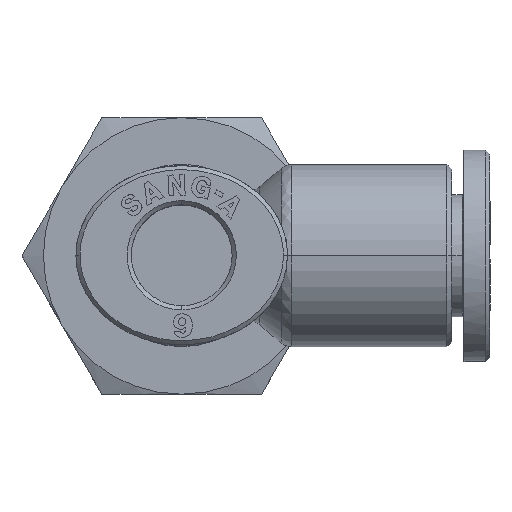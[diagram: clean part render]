
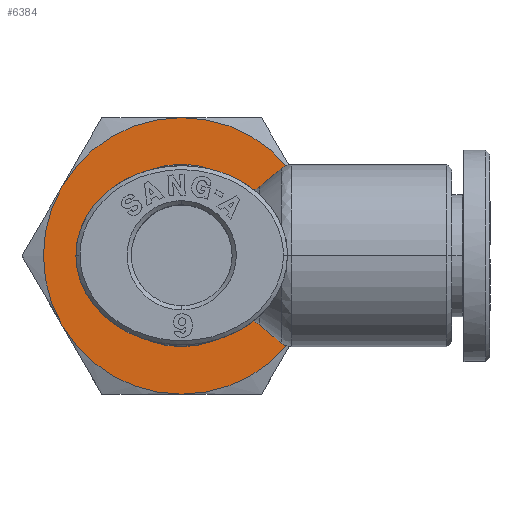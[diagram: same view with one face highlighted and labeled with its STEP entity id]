
A CAD part, top view. The second image highlights one B-rep face of the part: STEP entity #6384.
In plain terms, the highlighted planar face has unit normal (0, 0, 1).
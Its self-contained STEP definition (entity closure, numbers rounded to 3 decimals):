
#527 = AXIS2_PLACEMENT_3D ( 'NONE', #5088, #15339, #16824 ) ;
#936 = DIRECTION ( 'NONE',  ( 0., 0., -1. ) ) ;
#1180 = VERTEX_POINT ( 'NONE', #15545 ) ;
#1280 = EDGE_CURVE ( 'NONE', #6804, #1180, #16340, .T. ) ;
#1636 = FACE_OUTER_BOUND ( 'NONE', #15039, .T. ) ;
#1994 = CARTESIAN_POINT ( 'NONE',  ( -5.5, 0., -5.9 ) ) ;
#2134 = ORIENTED_EDGE ( 'NONE', *, *, #10716, .F. ) ;
#2677 = ORIENTED_EDGE ( 'NONE', *, *, #16867, .F. ) ;
#2932 = VERTEX_POINT ( 'NONE', #18896 ) ;
#3169 = ORIENTED_EDGE ( 'NONE', *, *, #6082, .F. ) ;
#3272 = DIRECTION ( 'NONE',  ( 0., 0., -1. ) ) ;
#3328 = EDGE_CURVE ( 'NONE', #3547, #8342, #5647, .T. ) ;
#3409 = VERTEX_POINT ( 'NONE', #15601 ) ;
#3547 = VERTEX_POINT ( 'NONE', #4117 ) ;
#3597 = PLANE ( 'NONE',  #15482 ) ;
#4117 = CARTESIAN_POINT ( 'NONE',  ( -12.861, -4.25, -5.9 ) ) ;
#4282 = DIRECTION ( 'NONE',  ( 0., 0., 1. ) ) ;
#4485 = EDGE_CURVE ( 'NONE', #15195, #2932, #16618, .T. ) ;
#4870 = AXIS2_PLACEMENT_3D ( 'NONE', #10269, #4282, #14705 ) ;
#4878 = DIRECTION ( 'NONE',  ( 0., 1., 0. ) ) ;
#5088 = CARTESIAN_POINT ( 'NONE',  ( -5.5, 0., -5.9 ) ) ;
#5491 = DIRECTION ( 'NONE',  ( 0., 0., -1. ) ) ;
#5538 = CARTESIAN_POINT ( 'NONE',  ( -5.5, 0., -5.9 ) ) ;
#5647 = CIRCLE ( 'NONE', #527, 8.5 ) ;
#6082 = EDGE_CURVE ( 'NONE', #3409, #10303, #8766, .T. ) ;
#6384 = ADVANCED_FACE ( 'NONE', ( #13326, #1636 ), #3597, .F. ) ;
#6804 = VERTEX_POINT ( 'NONE', #13493 ) ;
#6838 = CIRCLE ( 'NONE', #9980, 8.5 ) ;
#6884 = CARTESIAN_POINT ( 'NONE',  ( -5.5, 0., -5.9 ) ) ;
#7456 = AXIS2_PLACEMENT_3D ( 'NONE', #5538, #18626, #15798 ) ;
#8024 = DIRECTION ( 'NONE',  ( -1., 0., 0. ) ) ;
#8342 = VERTEX_POINT ( 'NONE', #18688 ) ;
#8379 = ORIENTED_EDGE ( 'NONE', *, *, #3328, .F. ) ;
#8666 = CARTESIAN_POINT ( 'NONE',  ( -5.5, 0., -5.9 ) ) ;
#8766 = CIRCLE ( 'NONE', #12874, 8.5 ) ;
#8790 = DIRECTION ( 'NONE',  ( 0., 0., -1. ) ) ;
#8912 = DIRECTION ( 'NONE',  ( 0., 1., 0. ) ) ;
#9188 = ORIENTED_EDGE ( 'NONE', *, *, #1280, .F. ) ;
#9721 = AXIS2_PLACEMENT_3D ( 'NONE', #13627, #12032, #4878 ) ;
#9980 = AXIS2_PLACEMENT_3D ( 'NONE', #6884, #5491, #11233 ) ;
#10269 = CARTESIAN_POINT ( 'NONE',  ( -5.5, 0., -5.9 ) ) ;
#10303 = VERTEX_POINT ( 'NONE', #12456 ) ;
#10716 = EDGE_CURVE ( 'NONE', #2932, #15195, #14597, .T. ) ;
#11233 = DIRECTION ( 'NONE',  ( 0., 1., 0. ) ) ;
#11835 = EDGE_LOOP ( 'NONE', ( #2134, #14271 ) ) ;
#12032 = DIRECTION ( 'NONE',  ( 0., 0., 1. ) ) ;
#12456 = CARTESIAN_POINT ( 'NONE',  ( 1.861, 4.25, -5.9 ) ) ;
#12874 = AXIS2_PLACEMENT_3D ( 'NONE', #8666, #8790, #17652 ) ;
#13326 = FACE_BOUND ( 'NONE', #11835, .T. ) ;
#13493 = CARTESIAN_POINT ( 'NONE',  ( 1.861, -4.25, -5.9 ) ) ;
#13627 = CARTESIAN_POINT ( 'NONE',  ( -5.5, 0., -5.9 ) ) ;
#14184 = DIRECTION ( 'NONE',  ( 0., 1., 0. ) ) ;
#14271 = ORIENTED_EDGE ( 'NONE', *, *, #4485, .F. ) ;
#14570 = ORIENTED_EDGE ( 'NONE', *, *, #18098, .F. ) ;
#14597 = CIRCLE ( 'NONE', #9721, 4.501 ) ;
#14705 = DIRECTION ( 'NONE',  ( 0., 1., 0. ) ) ;
#14888 = AXIS2_PLACEMENT_3D ( 'NONE', #18708, #936, #14184 ) ;
#15039 = EDGE_LOOP ( 'NONE', ( #8379, #17564, #9188, #14570, #3169, #2677 ) ) ;
#15195 = VERTEX_POINT ( 'NONE', #18720 ) ;
#15328 = DIRECTION ( 'NONE',  ( 0., 0., -1. ) ) ;
#15339 = DIRECTION ( 'NONE',  ( 0., 0., -1. ) ) ;
#15482 = AXIS2_PLACEMENT_3D ( 'NONE', #1994, #15328, #8024 ) ;
#15545 = CARTESIAN_POINT ( 'NONE',  ( -5.5, -8.5, -5.9 ) ) ;
#15601 = CARTESIAN_POINT ( 'NONE',  ( -5.5, 8.5, -5.9 ) ) ;
#15798 = DIRECTION ( 'NONE',  ( 0., 1., 0. ) ) ;
#15857 = CIRCLE ( 'NONE', #16955, 8.5 ) ;
#16340 = CIRCLE ( 'NONE', #7456, 8.5 ) ;
#16618 = CIRCLE ( 'NONE', #4870, 4.501 ) ;
#16728 = CIRCLE ( 'NONE', #14888, 8.5 ) ;
#16824 = DIRECTION ( 'NONE',  ( 0., 1., 0. ) ) ;
#16867 = EDGE_CURVE ( 'NONE', #8342, #3409, #15857, .T. ) ;
#16955 = AXIS2_PLACEMENT_3D ( 'NONE', #17714, #3272, #8912 ) ;
#17564 = ORIENTED_EDGE ( 'NONE', *, *, #18022, .F. ) ;
#17652 = DIRECTION ( 'NONE',  ( 0., 1., 0. ) ) ;
#17714 = CARTESIAN_POINT ( 'NONE',  ( -5.5, 0., -5.9 ) ) ;
#18022 = EDGE_CURVE ( 'NONE', #1180, #3547, #6838, .T. ) ;
#18098 = EDGE_CURVE ( 'NONE', #10303, #6804, #16728, .T. ) ;
#18626 = DIRECTION ( 'NONE',  ( 0., 0., -1. ) ) ;
#18688 = CARTESIAN_POINT ( 'NONE',  ( -12.861, 4.25, -5.9 ) ) ;
#18708 = CARTESIAN_POINT ( 'NONE',  ( -5.5, 0., -5.9 ) ) ;
#18720 = CARTESIAN_POINT ( 'NONE',  ( -5.5, -4.501, -5.9 ) ) ;
#18896 = CARTESIAN_POINT ( 'NONE',  ( -5.5, 4.501, -5.9 ) ) ;
